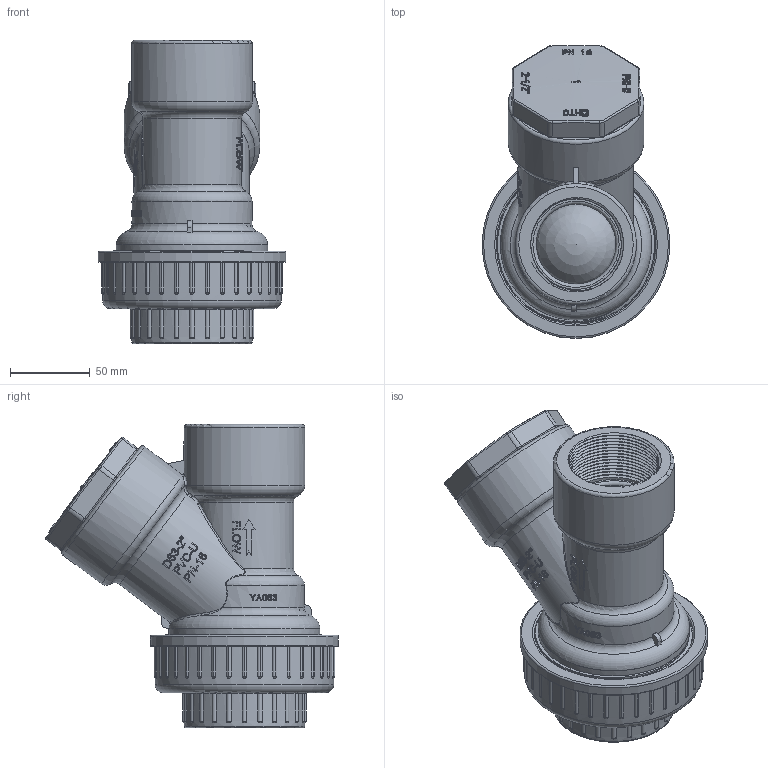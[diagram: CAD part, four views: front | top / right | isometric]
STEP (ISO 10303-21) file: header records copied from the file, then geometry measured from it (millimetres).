
FILE_DESCRIPTION(/* description */ (''),/* implementation_level */ '2;1');
FILE_NAME(/* name */ '63Y型止回三通.stp',/* time_stamp */ '2025-12-02T15:41:13+08:00',/* author */ (''),/* organization */ (''),/* preprocessor_version */ 'ST-DEVELOPER v16.7',/* originating_system */ 'SIEMENS PLM Software NX 12.0',/* authorisation */ '');
FILE_SCHEMA (('AUTOMOTIVE_DESIGN { 1 0 10303 214 3 1 1 1 }'));
Length unit declared in the file: millimetre
Products named in the file (1): Admi3F306852m854
Bounding box: 117.6 x 183.18 x 189.8 mm (x, y, z)
Volume: 660097.2 mm3; surface area: 260503.7 mm2
Topology: 9 solids, 10 shells, 972 faces, 2532 edges, 1655 vertices
Faces by surface type: plane 272, cylinder 250, bspline 193, cone 117, torus 55, extrusion 55, sphere 30
Full cylindrical faces by diameter (mm): 44.5 x1, 48 x1, 50 x1, 50.2 x1, 58 x1, 59.614 x14, 62.8 x1, 64 x2, 64.824 x2, 67.619 x9, 72.161 x10, 72.226 x11, 73.6 x1, 75.35 x1, 75.5 x1, 75.6 x1, 75.824 x2, 76 x1, 77.4 x1, 78 x1, 79.2 x1, 84.43 x1, 85 x2, 87.45 x1, 87.7 x1, 89.6 x1, 94.6 x5, 99.9 x5, 111.7 x1, 117.6 x1
Entity records: 59866 total; most frequent: CARTESIAN_POINT 38760, ORIENTED_EDGE 4478, DIRECTION 4111, EDGE_CURVE 2239, AXIS2_PLACEMENT_3D 1729, VERTEX_POINT 1508, EDGE_LOOP 1110, ADVANCED_FACE 922
